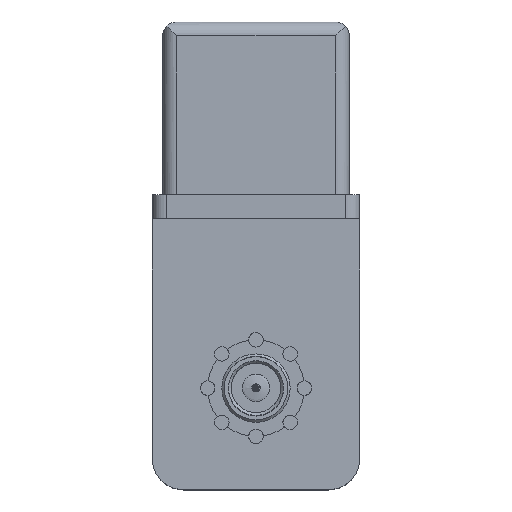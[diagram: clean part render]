
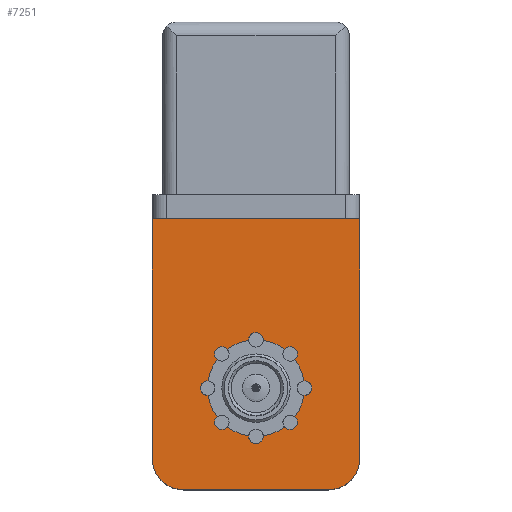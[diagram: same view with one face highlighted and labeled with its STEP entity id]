
A CAD part, top view. The second image highlights one B-rep face of the part: STEP entity #7251.
In plain terms, the highlighted planar face has unit normal (0, 0, 1).
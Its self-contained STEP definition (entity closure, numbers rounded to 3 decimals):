
#240=CIRCLE('',#7642,4.5);
#242=CIRCLE('',#7645,4.5);
#244=CIRCLE('',#7649,7.);
#246=CIRCLE('',#7652,7.);
#247=CIRCLE('',#7654,7.);
#250=CIRCLE('',#7658,7.);
#252=CIRCLE('',#7661,7.);
#254=CIRCLE('',#7664,7.);
#255=CIRCLE('',#7666,7.);
#257=CIRCLE('',#7670,1.05);
#258=CIRCLE('',#7671,1.05);
#259=CIRCLE('',#7672,1.05);
#260=CIRCLE('',#7673,7.);
#261=CIRCLE('',#7674,1.05);
#262=CIRCLE('',#7675,1.05);
#263=CIRCLE('',#7676,1.05);
#264=CIRCLE('',#7677,1.05);
#265=CIRCLE('',#7678,1.05);
#794=ORIENTED_EDGE('',*,*,#2351,.F.);
#795=ORIENTED_EDGE('',*,*,#2324,.T.);
#796=ORIENTED_EDGE('',*,*,#2352,.F.);
#797=ORIENTED_EDGE('',*,*,#2328,.T.);
#798=ORIENTED_EDGE('',*,*,#2353,.F.);
#799=ORIENTED_EDGE('',*,*,#2354,.T.);
#800=ORIENTED_EDGE('',*,*,#2355,.F.);
#801=ORIENTED_EDGE('',*,*,#2336,.T.);
#802=ORIENTED_EDGE('',*,*,#2356,.F.);
#803=ORIENTED_EDGE('',*,*,#2340,.T.);
#804=ORIENTED_EDGE('',*,*,#2357,.F.);
#805=ORIENTED_EDGE('',*,*,#2344,.T.);
#806=ORIENTED_EDGE('',*,*,#2358,.F.);
#807=ORIENTED_EDGE('',*,*,#2346,.T.);
#808=ORIENTED_EDGE('',*,*,#2359,.F.);
#809=ORIENTED_EDGE('',*,*,#2330,.T.);
#810=ORIENTED_EDGE('',*,*,#2350,.T.);
#811=ORIENTED_EDGE('',*,*,#2315,.T.);
#812=ORIENTED_EDGE('',*,*,#2320,.T.);
#813=ORIENTED_EDGE('',*,*,#2318,.T.);
#814=ORIENTED_EDGE('',*,*,#2311,.T.);
#815=ORIENTED_EDGE('',*,*,#2300,.T.);
#2300=EDGE_CURVE('',#3083,#3082,#3644,.T.);
#2311=EDGE_CURVE('',#3091,#3083,#3651,.T.);
#2315=EDGE_CURVE('',#3093,#3095,#240,.T.);
#2318=EDGE_CURVE('',#3097,#3091,#242,.T.);
#2320=EDGE_CURVE('',#3095,#3097,#3656,.T.);
#2324=EDGE_CURVE('',#3099,#3101,#244,.T.);
#2328=EDGE_CURVE('',#3103,#3105,#246,.T.);
#2330=EDGE_CURVE('',#3108,#3106,#247,.T.);
#2336=EDGE_CURVE('',#3111,#3113,#250,.T.);
#2340=EDGE_CURVE('',#3115,#3117,#252,.T.);
#2344=EDGE_CURVE('',#3119,#3121,#254,.T.);
#2346=EDGE_CURVE('',#3124,#3122,#255,.T.);
#2350=EDGE_CURVE('',#3082,#3093,#3672,.T.);
#2351=EDGE_CURVE('',#3099,#3106,#257,.T.);
#2352=EDGE_CURVE('',#3103,#3101,#258,.T.);
#2353=EDGE_CURVE('',#3126,#3105,#259,.T.);
#2354=EDGE_CURVE('',#3126,#3127,#260,.T.);
#2355=EDGE_CURVE('',#3111,#3127,#261,.T.);
#2356=EDGE_CURVE('',#3115,#3113,#262,.T.);
#2357=EDGE_CURVE('',#3119,#3117,#263,.T.);
#2358=EDGE_CURVE('',#3124,#3121,#264,.T.);
#2359=EDGE_CURVE('',#3108,#3122,#265,.T.);
#3082=VERTEX_POINT('',#10128);
#3083=VERTEX_POINT('',#10130);
#3091=VERTEX_POINT('',#10149);
#3093=VERTEX_POINT('',#10155);
#3095=VERTEX_POINT('',#10159);
#3097=VERTEX_POINT('',#10164);
#3099=VERTEX_POINT('',#10173);
#3101=VERTEX_POINT('',#10177);
#3103=VERTEX_POINT('',#10182);
#3105=VERTEX_POINT('',#10186);
#3106=VERTEX_POINT('',#10190);
#3108=VERTEX_POINT('',#10193);
#3111=VERTEX_POINT('',#10200);
#3113=VERTEX_POINT('',#10204);
#3115=VERTEX_POINT('',#10209);
#3117=VERTEX_POINT('',#10213);
#3119=VERTEX_POINT('',#10218);
#3121=VERTEX_POINT('',#10222);
#3122=VERTEX_POINT('',#10226);
#3124=VERTEX_POINT('',#10229);
#3126=VERTEX_POINT('',#10240);
#3127=VERTEX_POINT('',#10242);
#3644=LINE('',#10129,#4048);
#3651=LINE('',#10151,#4055);
#3656=LINE('',#10169,#4060);
#3672=LINE('',#10235,#4076);
#4048=VECTOR('',#8404,1000.);
#4055=VECTOR('',#8423,1000.);
#4060=VECTOR('',#8442,1000.);
#4076=VECTOR('',#8502,1000.);
#4425=EDGE_LOOP('',(#794,#795,#796,#797,#798,#799,#800,#801,#802,#803,#804,
#805,#806,#807,#808,#809));
#4426=EDGE_LOOP('',(#810,#811,#812,#813,#814,#815));
#4917=FACE_BOUND('',#4425,.T.);
#4918=FACE_BOUND('',#4426,.T.);
#5385=PLANE('',#7669);
#7251=ADVANCED_FACE('',(#4917,#4918),#5385,.T.);
#7642=AXIS2_PLACEMENT_3D('',#10160,#8430,#8431);
#7645=AXIS2_PLACEMENT_3D('',#10166,#8437,#8438);
#7649=AXIS2_PLACEMENT_3D('',#10178,#8449,#8450);
#7652=AXIS2_PLACEMENT_3D('',#10187,#8457,#8458);
#7654=AXIS2_PLACEMENT_3D('',#10192,#8462,#8463);
#7658=AXIS2_PLACEMENT_3D('',#10205,#8473,#8474);
#7661=AXIS2_PLACEMENT_3D('',#10214,#8481,#8482);
#7664=AXIS2_PLACEMENT_3D('',#10223,#8489,#8490);
#7666=AXIS2_PLACEMENT_3D('',#10228,#8494,#8495);
#7669=AXIS2_PLACEMENT_3D('',#10236,#8503,#8504);
#7670=AXIS2_PLACEMENT_3D('',#10237,#8505,#8506);
#7671=AXIS2_PLACEMENT_3D('',#10238,#8507,#8508);
#7672=AXIS2_PLACEMENT_3D('',#10239,#8509,#8510);
#7673=AXIS2_PLACEMENT_3D('',#10241,#8511,#8512);
#7674=AXIS2_PLACEMENT_3D('',#10243,#8513,#8514);
#7675=AXIS2_PLACEMENT_3D('',#10244,#8515,#8516);
#7676=AXIS2_PLACEMENT_3D('',#10245,#8517,#8518);
#7677=AXIS2_PLACEMENT_3D('',#10246,#8519,#8520);
#7678=AXIS2_PLACEMENT_3D('',#10247,#8521,#8522);
#8404=DIRECTION('',(-1.,0.,0.));
#8423=DIRECTION('',(0.,1.,0.));
#8430=DIRECTION('',(0.,0.,1.));
#8431=DIRECTION('',(1.,0.,0.));
#8437=DIRECTION('',(0.,0.,1.));
#8438=DIRECTION('',(1.,0.,0.));
#8442=DIRECTION('',(1.,0.,0.));
#8449=DIRECTION('',(0.,0.,-1.));
#8450=DIRECTION('',(-1.,0.,0.));
#8457=DIRECTION('',(0.,0.,-1.));
#8458=DIRECTION('',(-1.,0.,0.));
#8462=DIRECTION('',(0.,0.,-1.));
#8463=DIRECTION('',(-1.,0.,0.));
#8473=DIRECTION('',(0.,0.,-1.));
#8474=DIRECTION('',(-1.,0.,0.));
#8481=DIRECTION('',(0.,0.,-1.));
#8482=DIRECTION('',(-1.,0.,0.));
#8489=DIRECTION('',(0.,0.,-1.));
#8490=DIRECTION('',(-1.,0.,0.));
#8494=DIRECTION('',(0.,0.,-1.));
#8495=DIRECTION('',(-1.,0.,0.));
#8502=DIRECTION('',(0.,-1.,0.));
#8503=DIRECTION('',(0.,0.,1.));
#8504=DIRECTION('',(1.,0.,0.));
#8505=DIRECTION('',(0.,0.,1.));
#8506=DIRECTION('',(1.,0.,0.));
#8507=DIRECTION('',(0.,0.,1.));
#8508=DIRECTION('',(1.,0.,0.));
#8509=DIRECTION('',(0.,0.,1.));
#8510=DIRECTION('',(1.,0.,0.));
#8511=DIRECTION('',(0.,0.,-1.));
#8512=DIRECTION('',(-1.,0.,0.));
#8513=DIRECTION('',(0.,0.,1.));
#8514=DIRECTION('',(1.,0.,0.));
#8515=DIRECTION('',(0.,0.,1.));
#8516=DIRECTION('',(1.,0.,0.));
#8517=DIRECTION('',(0.,0.,1.));
#8518=DIRECTION('',(1.,0.,0.));
#8519=DIRECTION('',(0.,0.,1.));
#8520=DIRECTION('',(1.,0.,0.));
#8521=DIRECTION('',(0.,0.,1.));
#8522=DIRECTION('',(1.,0.,0.));
#10128=CARTESIAN_POINT('',(-15.,39.2,0.));
#10129=CARTESIAN_POINT('',(15.,39.2,0.));
#10130=CARTESIAN_POINT('',(15.,39.2,0.));
#10149=CARTESIAN_POINT('',(15.,4.5,0.));
#10151=CARTESIAN_POINT('',(15.,4.5,0.));
#10155=CARTESIAN_POINT('',(-15.,4.5,0.));
#10159=CARTESIAN_POINT('',(-10.5,0.,0.));
#10160=CARTESIAN_POINT('',(-10.5,4.5,0.));
#10164=CARTESIAN_POINT('',(10.5,0.,0.));
#10166=CARTESIAN_POINT('',(10.5,4.5,0.));
#10169=CARTESIAN_POINT('',(-10.5,0.,0.));
#10173=CARTESIAN_POINT('',(-6.921,15.747,0.));
#10177=CARTESIAN_POINT('',(-5.634,18.854,0.));
#10178=CARTESIAN_POINT('',(0.,14.7,0.));
#10182=CARTESIAN_POINT('',(-4.154,20.334,0.));
#10186=CARTESIAN_POINT('',(-1.047,21.621,0.));
#10187=CARTESIAN_POINT('',(0.,14.7,0.));
#10190=CARTESIAN_POINT('',(-6.921,13.653,0.));
#10192=CARTESIAN_POINT('',(0.,14.7,0.));
#10193=CARTESIAN_POINT('',(-5.634,10.546,0.));
#10200=CARTESIAN_POINT('',(5.634,18.854,0.));
#10204=CARTESIAN_POINT('',(6.921,15.747,0.));
#10205=CARTESIAN_POINT('',(0.,14.7,0.));
#10209=CARTESIAN_POINT('',(6.921,13.653,0.));
#10213=CARTESIAN_POINT('',(5.634,10.546,0.));
#10214=CARTESIAN_POINT('',(0.,14.7,0.));
#10218=CARTESIAN_POINT('',(4.154,9.066,0.));
#10222=CARTESIAN_POINT('',(1.047,7.779,0.));
#10223=CARTESIAN_POINT('',(0.,14.7,0.));
#10226=CARTESIAN_POINT('',(-4.154,9.066,0.));
#10228=CARTESIAN_POINT('',(0.,14.7,0.));
#10229=CARTESIAN_POINT('',(-1.047,7.779,0.));
#10235=CARTESIAN_POINT('',(-15.,39.2,0.));
#10236=CARTESIAN_POINT('',(-10.5,4.5,0.));
#10237=CARTESIAN_POINT('',(-7.,14.7,0.));
#10238=CARTESIAN_POINT('',(-4.95,19.65,0.));
#10239=CARTESIAN_POINT('',(0.,21.7,0.));
#10240=CARTESIAN_POINT('',(1.047,21.621,0.));
#10241=CARTESIAN_POINT('',(0.,14.7,0.));
#10242=CARTESIAN_POINT('',(4.154,20.334,0.));
#10243=CARTESIAN_POINT('',(4.95,19.65,0.));
#10244=CARTESIAN_POINT('',(7.,14.7,0.));
#10245=CARTESIAN_POINT('',(4.95,9.75,0.));
#10246=CARTESIAN_POINT('',(0.,7.7,0.));
#10247=CARTESIAN_POINT('',(-4.95,9.75,0.));
